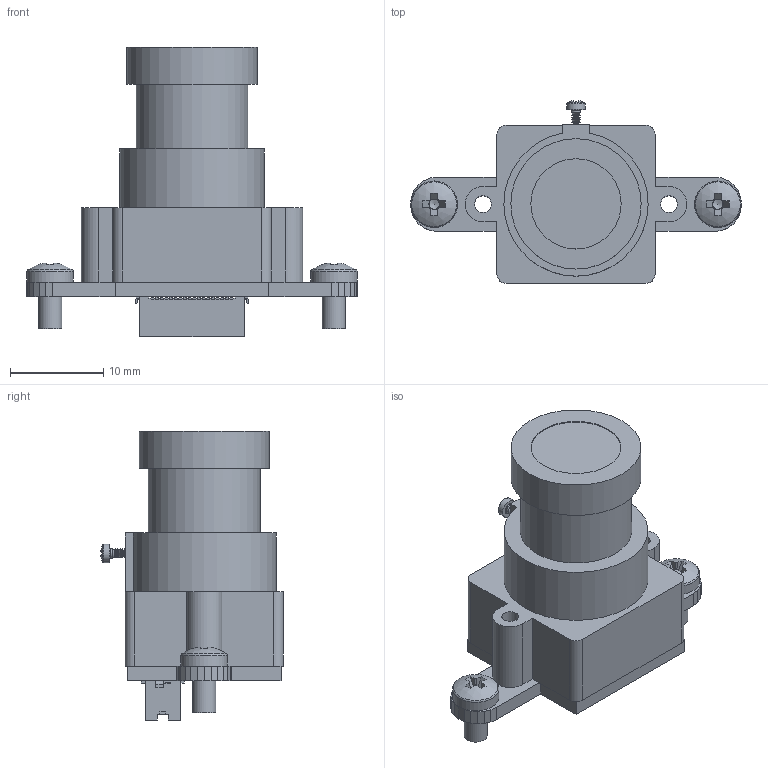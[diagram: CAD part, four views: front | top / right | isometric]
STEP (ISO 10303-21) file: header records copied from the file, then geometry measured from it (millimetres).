
FILE_DESCRIPTION(/* description */ (''),/* implementation_level */ '2;1');
FILE_NAME(/* name */ 'Camera lens v2.step',/* time_stamp */ '2023-09-02T14:11:07+08:00',/* author */ (''),/* organization */ (''),/* preprocessor_version */ 'ST-DEVELOPER v20',/* originating_system */ 'Autodesk Translation Framework v12.9.0.99',/* authorisation */ '');
FILE_SCHEMA (('AUTOMOTIVE_DESIGN { 1 0 10303 214 3 1 1 }'));
Length unit declared in the file: millimetre
Products named in the file (9): Camera lens; OV7725 Lens; ov7725_® ã¬®«ç ­¨
î; mount_lens; DF1236; CSP2-28; pan head cross recess screw_iso_ISO 7045 - M2.5 x 5 - Z - 5N; Standard Lens; pan head cross recess screw_iso_ISO 7045 - M1 x 4 - Z - 4S
Assembly tree (9 placements, depth 3):
  Camera lens
    OV7725 Lens
      ov7725_® ã¬®«ç ­¨
î
      mount_lens
      DF1236
      CSP2-28
    pan head cross recess screw_iso_ISO 7045 - M2.5 x 5 - Z - 5N  x2
    Standard Lens
    pan head cross recess screw_iso_ISO 7045 - M1 x 4 - Z - 4S
Bounding box: 35.56 x 19.61 x 31.15 mm (x, y, z)
Volume: 3599.7 mm3; surface area: 5371.2 mm2
Topology: 8 solids, 9 shells, 1874 faces, 5405 edges, 3563 vertices
Faces by surface type: plane 1442, cylinder 340, cone 54, sphere 31, torus 7
Full cylindrical faces by diameter (mm): 0.254 x29, 0.33 x6, 0.35 x1, 0.406 x8, 0.5 x2, 0.6 x2, 1 x2, 1.8 x2, 2 x1, 2.5 x2, 2.54 x2, 3 x2, 4.5 x1, 5 x2, 9.7 x2, 12 x2, 14 x1
Entity records: 60272 total; most frequent: CARTESIAN_POINT 10712, ORIENTED_EDGE 10532, DIRECTION 9820, EDGE_CURVE 5266, LINE 4386, VECTOR 4386, VERTEX_POINT 3515, AXIS2_PLACEMENT_3D 2717
